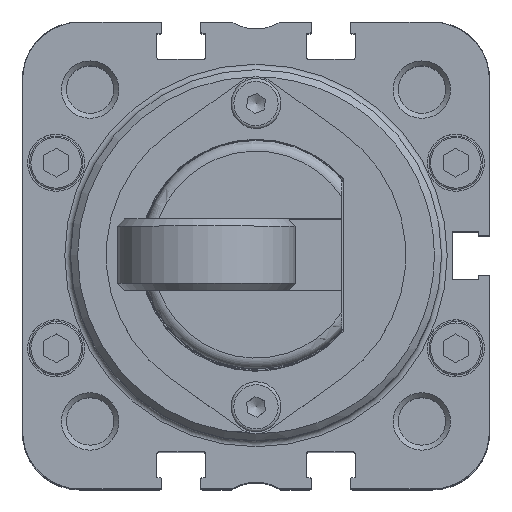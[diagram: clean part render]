
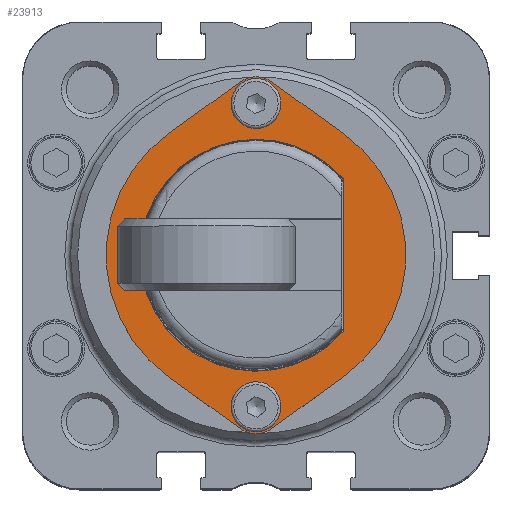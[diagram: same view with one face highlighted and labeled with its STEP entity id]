
A CAD part, top view. The second image highlights one B-rep face of the part: STEP entity #23913.
In plain terms, the highlighted planar face has unit normal (0, 0, 1).
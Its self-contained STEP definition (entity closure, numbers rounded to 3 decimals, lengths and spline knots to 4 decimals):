
#261=CIRCLE($,#24796,0.375);
#262=CIRCLE($,#24797,2.1);
#263=CIRCLE($,#24798,0.375);
#264=CIRCLE($,#24799,2.1);
#265=CIRCLE($,#24800,0.35);
#266=CIRCLE($,#24801,0.35);
#267=CIRCLE($,#24802,1.625);
#875=FACE_BOUND($,#3855,.T.);
#876=FACE_BOUND($,#3856,.T.);
#877=FACE_BOUND($,#3857,.T.);
#1264=PLANE($,#24795);
#2423=FACE_OUTER_BOUND($,#3854,.T.);
#3854=EDGE_LOOP($,(#20449,#20450,#20451,#20452,#20453,#20454,#20455,#20456));
#3855=EDGE_LOOP($,(#20457));
#3856=EDGE_LOOP($,(#20458));
#3857=EDGE_LOOP($,(#20459,#20460));
#5592=LINE($,#45938,#7348);
#5593=LINE($,#45942,#7349);
#5594=LINE($,#45946,#7350);
#5595=LINE($,#45950,#7351);
#5596=LINE($,#45959,#7352);
#7348=VECTOR($,#27642,1.241);
#7349=VECTOR($,#27645,1.241);
#7350=VECTOR($,#27648,1.241);
#7351=VECTOR($,#27651,1.241);
#7352=VECTOR($,#27660,2.1468);
#10962=VERTEX_POINT($,#45936);
#10963=VERTEX_POINT($,#45937);
#10964=VERTEX_POINT($,#45939);
#10965=VERTEX_POINT($,#45941);
#10966=VERTEX_POINT($,#45943);
#10967=VERTEX_POINT($,#45945);
#10968=VERTEX_POINT($,#45947);
#10969=VERTEX_POINT($,#45949);
#10970=VERTEX_POINT($,#45952);
#10971=VERTEX_POINT($,#45954);
#10972=VERTEX_POINT($,#45956);
#10973=VERTEX_POINT($,#45957);
#14242=EDGE_CURVE($,#10962,#10963,#5592,.T.);
#14243=EDGE_CURVE($,#10964,#10962,#261,.T.);
#14244=EDGE_CURVE($,#10965,#10964,#5593,.T.);
#14245=EDGE_CURVE($,#10966,#10965,#262,.T.);
#14246=EDGE_CURVE($,#10967,#10966,#5594,.T.);
#14247=EDGE_CURVE($,#10968,#10967,#263,.T.);
#14248=EDGE_CURVE($,#10969,#10968,#5595,.T.);
#14249=EDGE_CURVE($,#10963,#10969,#264,.T.);
#14250=EDGE_CURVE($,#10970,#10970,#265,.T.);
#14251=EDGE_CURVE($,#10971,#10971,#266,.T.);
#14252=EDGE_CURVE($,#10972,#10973,#267,.T.);
#14253=EDGE_CURVE($,#10973,#10972,#5596,.T.);
#20449=ORIENTED_EDGE($,*,*,#14242,.F.);
#20450=ORIENTED_EDGE($,*,*,#14243,.F.);
#20451=ORIENTED_EDGE($,*,*,#14244,.F.);
#20452=ORIENTED_EDGE($,*,*,#14245,.F.);
#20453=ORIENTED_EDGE($,*,*,#14246,.F.);
#20454=ORIENTED_EDGE($,*,*,#14247,.F.);
#20455=ORIENTED_EDGE($,*,*,#14248,.F.);
#20456=ORIENTED_EDGE($,*,*,#14249,.F.);
#20457=ORIENTED_EDGE($,*,*,#14250,.T.);
#20458=ORIENTED_EDGE($,*,*,#14251,.T.);
#20459=ORIENTED_EDGE($,*,*,#14252,.T.);
#20460=ORIENTED_EDGE($,*,*,#14253,.T.);
#23913=ADVANCED_FACE($,(#2423,#875,#876,#877),#1264,.T.);
#24795=AXIS2_PLACEMENT_3D($,#45935,#27640,#27641);
#24796=AXIS2_PLACEMENT_3D($,#45940,#27643,#27644);
#24797=AXIS2_PLACEMENT_3D($,#45944,#27646,#27647);
#24798=AXIS2_PLACEMENT_3D($,#45948,#27649,#27650);
#24799=AXIS2_PLACEMENT_3D($,#45951,#27652,#27653);
#24800=AXIS2_PLACEMENT_3D($,#45953,#27654,#27655);
#24801=AXIS2_PLACEMENT_3D($,#45955,#27656,#27657);
#24802=AXIS2_PLACEMENT_3D($,#45958,#27658,#27659);
#27640=DIRECTION('center_axis',(0.,0.,1.));
#27641=DIRECTION('ref_axis',(1.,0.,0.));
#27642=DIRECTION($,(-0.812,0.584,0.));
#27643=DIRECTION('center_axis',(0.,0.,-1.));
#27644=DIRECTION('ref_axis',(-0.584,-0.812,0.));
#27645=DIRECTION($,(-0.812,-0.584,0.));
#27646=DIRECTION('center_axis',(0.,0.,-1.));
#27647=DIRECTION('ref_axis',(0.584,-0.812,0.));
#27648=DIRECTION($,(0.812,-0.584,0.));
#27649=DIRECTION('center_axis',(0.,0.,-1.));
#27650=DIRECTION('ref_axis',(0.584,0.812,0.));
#27651=DIRECTION($,(0.812,0.584,0.));
#27652=DIRECTION('center_axis',(0.,0.,-1.));
#27653=DIRECTION('ref_axis',(-0.584,0.812,0.));
#27654=DIRECTION('center_axis',(0.,0.,-1.));
#27655=DIRECTION('ref_axis',(-0.994,-0.106,0.));
#27656=DIRECTION('center_axis',(0.,0.,-1.));
#27657=DIRECTION('ref_axis',(0.633,0.774,0.));
#27658=DIRECTION('center_axis',(0.,0.,-1.));
#27659=DIRECTION('ref_axis',(0.751,0.661,0.));
#27660=DIRECTION($,(0.,-1.,0.));
#45935=CARTESIAN_POINT('Origin',(0.,0.,10.13));
#45936=CARTESIAN_POINT('',(-0.219,-2.4294,10.13));
#45937=CARTESIAN_POINT('',(-1.2264,-1.7047,10.13));
#45938=CARTESIAN_POINT($,(-0.219,-2.4294,10.13));
#45939=CARTESIAN_POINT('',(0.219,-2.4294,10.13));
#45940=CARTESIAN_POINT('Origin',(0.,-2.125,10.13));
#45941=CARTESIAN_POINT('',(1.2264,-1.7047,10.13));
#45942=CARTESIAN_POINT($,(1.2264,-1.7047,10.13));
#45943=CARTESIAN_POINT('',(1.2264,1.7047,10.13));
#45944=CARTESIAN_POINT('Origin',(0.,0.,10.13));
#45945=CARTESIAN_POINT('',(0.219,2.4294,10.13));
#45946=CARTESIAN_POINT($,(0.219,2.4294,10.13));
#45947=CARTESIAN_POINT('',(-0.219,2.4294,10.13));
#45948=CARTESIAN_POINT('Origin',(0.,2.125,10.13));
#45949=CARTESIAN_POINT('',(-1.2264,1.7047,10.13));
#45950=CARTESIAN_POINT($,(-1.2264,1.7047,10.13));
#45951=CARTESIAN_POINT('Origin',(0.,0.,10.13));
#45952=CARTESIAN_POINT('',(-0.348,-2.1621,10.13));
#45953=CARTESIAN_POINT('Origin',(0.,-2.125,10.13));
#45954=CARTESIAN_POINT('',(0.2217,2.3958,10.13));
#45955=CARTESIAN_POINT('Origin',(0.,2.125,10.13));
#45956=CARTESIAN_POINT('',(1.22,-1.0734,10.13));
#45957=CARTESIAN_POINT('',(1.22,1.0734,10.13));
#45958=CARTESIAN_POINT('Origin',(0.,0.,10.13));
#45959=CARTESIAN_POINT($,(1.22,1.0734,10.13));
